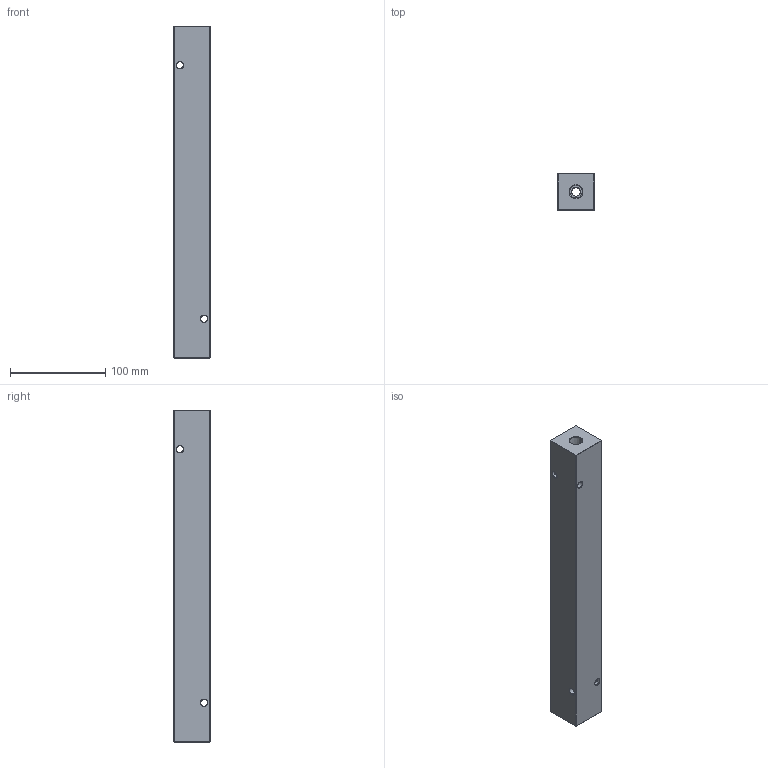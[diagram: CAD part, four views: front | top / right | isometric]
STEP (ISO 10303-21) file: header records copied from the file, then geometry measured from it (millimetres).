
FILE_DESCRIPTION (( 'STEP AP214' ), '1' );
FILE_NAME ('HM-9-0-P-4-4.STEP', '2020-02-28T16:06:48', ( '' ), ( '' ), 'SwSTEP 2.0', 'SolidWorks 2019', '' );
FILE_SCHEMA (( 'AUTOMOTIVE_DESIGN' ));
Length unit declared in the file: inch
Products named in the file (1): HM-9-0-P-4-4
Bounding box: 38.1 x 38.1 x 349.25 mm (x, y, z)
Volume: 459119.9 mm3; surface area: 72928 mm2
Topology: 1 solids, 1 shells, 504 faces, 1321 edges, 862 vertices
Faces by surface type: plane 258, bspline 168, cone 42, cylinder 36
Entity records: 29731 total; most frequent: CARTESIAN_POINT 12156, ORIENTED_EDGE 2642, DIRECTION 1709, EDGE_CURVE 1321, VERTEX_POINT 862, LINE 831, VECTOR 831, EDGE_LOOP 579
